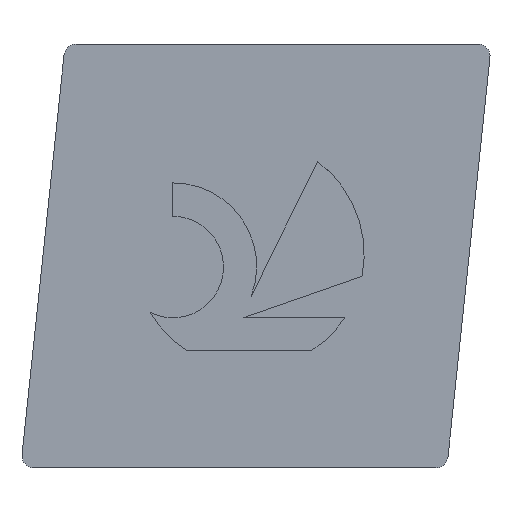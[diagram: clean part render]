
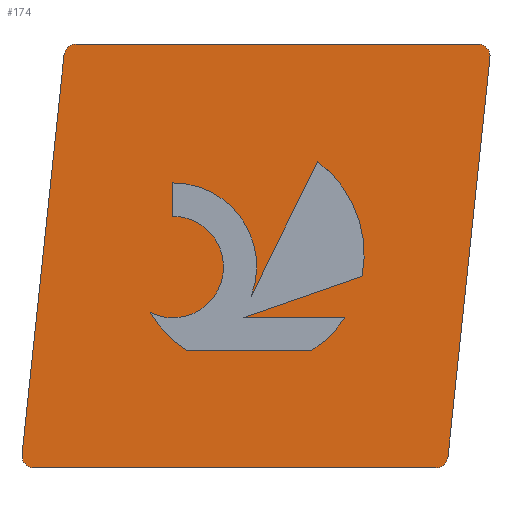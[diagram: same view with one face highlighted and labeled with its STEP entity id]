
A CAD part, top view. The second image highlights one B-rep face of the part: STEP entity #174.
In plain terms, the highlighted planar face has unit normal (0, 0, 1).
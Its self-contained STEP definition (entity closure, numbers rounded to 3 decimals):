
#158=VERTEX_POINT('',#411);
#160=EDGE_CURVE('',#232,#340,#413,.T.);
#162=EDGE_CURVE('',#284,#296,#415,.T.);
#168=VERTEX_POINT('',#421);
#174=ADVANCED_FACE('',(#428,#429),#430,.T.);
#176=EDGE_CURVE('',#240,#230,#432,.T.);
#178=VERTEX_POINT('',#434);
#182=VERTEX_POINT('',#438);
#186=EDGE_CURVE('',#168,#182,#442,.T.);
#208=VERTEX_POINT('',#468);
#210=EDGE_CURVE('',#340,#178,#470,.T.);
#216=EDGE_CURVE('',#258,#224,#477,.T.);
#220=EDGE_CURVE('',#230,#158,#481,.T.);
#224=VERTEX_POINT('',#486);
#226=EDGE_CURVE('',#182,#330,#488,.T.);
#230=VERTEX_POINT('',#492);
#232=VERTEX_POINT('',#494);
#240=VERTEX_POINT('',#503);
#246=EDGE_CURVE('',#224,#350,#509,.T.);
#254=EDGE_CURVE('',#208,#262,#517,.T.);
#258=VERTEX_POINT('',#521);
#262=VERTEX_POINT('',#525);
#264=EDGE_CURVE('',#262,#168,#527,.T.);
#276=VERTEX_POINT('',#540);
#284=VERTEX_POINT('',#549);
#286=EDGE_CURVE('',#356,#240,#551,.T.);
#296=VERTEX_POINT('',#562);
#298=EDGE_CURVE('',#350,#208,#564,.T.);
#302=EDGE_CURVE('',#330,#258,#568,.T.);
#310=VERTEX_POINT('',#577);
#320=EDGE_CURVE('',#296,#276,#589,.T.);
#330=VERTEX_POINT('',#599);
#340=VERTEX_POINT('',#611);
#350=VERTEX_POINT('',#623);
#352=EDGE_CURVE('',#158,#284,#625,.T.);
#356=VERTEX_POINT('',#629);
#358=EDGE_CURVE('',#310,#356,#631,.T.);
#366=EDGE_CURVE('',#178,#310,#639,.T.);
#372=EDGE_CURVE('',#276,#232,#646,.T.);
#411=CARTESIAN_POINT('',(4.986,8.265,0.0));
#413=LINE('',#684,#685);
#415=CIRCLE('',#688,2.745);
#421=CARTESIAN_POINT('',(1.425,13.562,0.0));
#428=FACE_BOUND('',#704,.T.);
#429=FACE_OUTER_BOUND('',#705,.T.);
#430=PLANE('',#706);
#432=CIRCLE('',#709,1.668);
#434=CARTESIAN_POINT('',(10.65,4.933,0.0));
#438=CARTESIAN_POINT('',(0.046,0.442,0.0));
#442=LINE('',#722,#723);
#468=CARTESIAN_POINT('',(15.015,13.92,0.0));
#470=LINE('',#758,#759);
#477=CIRCLE('',#768,0.4);
#481=CIRCLE('',#773,1.668);
#486=CARTESIAN_POINT('',(14.034,0.358,0.0));
#488=CIRCLE('',#781,0.4);
#492=CARTESIAN_POINT('',(5.742,8.088,0.0));
#494=CARTESIAN_POINT('',(11.209,6.287,0.0));
#503=CARTESIAN_POINT('',(4.25,5.105,0.0));
#509=LINE('',#808,#809);
#517=LINE('',#824,#825);
#521=CARTESIAN_POINT('',(13.637,0.0,0.0));
#525=CARTESIAN_POINT('',(1.823,13.92,0.0));
#527=CIRCLE('',#838,0.4);
#540=CARTESIAN_POINT('',(9.753,10.062,0.0));
#549=CARTESIAN_POINT('',(4.986,9.361,0.0));
#551=CIRCLE('',#869,3.779);
#562=CARTESIAN_POINT('',(7.568,5.63,0.0));
#564=CIRCLE('',#887,0.4);
#568=LINE('',#894,#895);
#577=CARTESIAN_POINT('',(9.563,3.858,0.0));
#589=LINE('',#922,#923);
#599=CARTESIAN_POINT('',(0.444,0.0,0.0));
#611=CARTESIAN_POINT('',(7.312,4.933,0.0));
#623=CARTESIAN_POINT('',(15.413,13.478,0.0));
#625=LINE('',#971,#972);
#629=CARTESIAN_POINT('',(5.445,3.858,0.0));
#631=LINE('',#980,#981);
#639=CIRCLE('',#996,3.779);
#646=CIRCLE('',#1006,3.779);
#684=CARTESIAN_POINT('',(7.813,5.107,0.0));
#685=VECTOR('',#1030,1.0);
#688=AXIS2_PLACEMENT_3D('',#1031,#1032,#1033);
#704=EDGE_LOOP('',(#1046,#1047,#1048,#1049,#1050,#1051,#1052,#1053,#1054,#1055,#1056));
#705=EDGE_LOOP('',(#1057,#1058,#1059,#1060,#1061,#1062,#1063,#1064));
#706=AXIS2_PLACEMENT_3D('',#1065,#1066,#1067);
#709=AXIS2_PLACEMENT_3D('',#1068,#1069,#1070);
#722=CARTESIAN_POINT('',(1.425,13.562,0.0));
#723=VECTOR('',#1072,1.0);
#758=CARTESIAN_POINT('',(9.19,4.933,0.0));
#759=VECTOR('',#1109,1.0);
#768=AXIS2_PLACEMENT_3D('',#1121,#1122,#1123);
#773=AXIS2_PLACEMENT_3D('',#1124,#1125,#1126);
#781=AXIS2_PLACEMENT_3D('',#1135,#1136,#1137);
#808=CARTESIAN_POINT('',(14.034,0.358,0.0));
#809=VECTOR('',#1151,1.0);
#824=CARTESIAN_POINT('',(15.015,13.92,0.0));
#825=VECTOR('',#1155,1.0);
#838=AXIS2_PLACEMENT_3D('',#1157,#1158,#1159);
#869=AXIS2_PLACEMENT_3D('',#1181,#1182,#1183);
#887=AXIS2_PLACEMENT_3D('',#1194,#1195,#1196);
#894=CARTESIAN_POINT('',(0.444,0.0,0.0));
#895=VECTOR('',#1198,1.0);
#922=CARTESIAN_POINT('',(8.94,8.413,0.0));
#923=VECTOR('',#1226,1.0);
#971=CARTESIAN_POINT('',(4.986,8.161,0.0));
#972=VECTOR('',#1276,1.0);
#980=CARTESIAN_POINT('',(6.587,3.858,0.0));
#981=VECTOR('',#1280,1.0);
#996=AXIS2_PLACEMENT_3D('',#1284,#1285,#1286);
#1006=AXIS2_PLACEMENT_3D('',#1295,#1296,#1297);
#1030=DIRECTION('',(-0.945,-0.328,0.0));
#1031=CARTESIAN_POINT('',(5.007,6.617,0.0));
#1032=DIRECTION('',(0.0,-0.0,-1.0));
#1033=DIRECTION('',(0.933,-0.359,0.0));
#1046=ORIENTED_EDGE('',*,*,#352,.T.);
#1047=ORIENTED_EDGE('',*,*,#162,.T.);
#1048=ORIENTED_EDGE('',*,*,#320,.T.);
#1049=ORIENTED_EDGE('',*,*,#372,.T.);
#1050=ORIENTED_EDGE('',*,*,#160,.T.);
#1051=ORIENTED_EDGE('',*,*,#210,.T.);
#1052=ORIENTED_EDGE('',*,*,#366,.T.);
#1053=ORIENTED_EDGE('',*,*,#358,.T.);
#1054=ORIENTED_EDGE('',*,*,#286,.T.);
#1055=ORIENTED_EDGE('',*,*,#176,.T.);
#1056=ORIENTED_EDGE('',*,*,#220,.T.);
#1057=ORIENTED_EDGE('',*,*,#302,.T.);
#1058=ORIENTED_EDGE('',*,*,#216,.T.);
#1059=ORIENTED_EDGE('',*,*,#246,.T.);
#1060=ORIENTED_EDGE('',*,*,#298,.T.);
#1061=ORIENTED_EDGE('',*,*,#254,.T.);
#1062=ORIENTED_EDGE('',*,*,#264,.T.);
#1063=ORIENTED_EDGE('',*,*,#186,.T.);
#1064=ORIENTED_EDGE('',*,*,#226,.T.);
#1065=CARTESIAN_POINT('',(7.73,6.96,0.0));
#1066=DIRECTION('',(0.0,0.0,1.0));
#1067=DIRECTION('',(1.0,0.0,0.0));
#1068=CARTESIAN_POINT('',(4.996,6.597,0.0));
#1069=DIRECTION('',(0.0,0.0,1.0));
#1070=DIRECTION('',(-0.447,-0.894,0.0));
#1072=DIRECTION('',(-0.105,-0.995,0.0));
#1109=DIRECTION('',(1.0,0.0,0.0));
#1121=CARTESIAN_POINT('',(13.637,0.4,0.0));
#1122=DIRECTION('',(0.0,0.0,1.0));
#1123=DIRECTION('',(0.,-1.0,0.0));
#1124=CARTESIAN_POINT('',(4.996,6.597,0.0));
#1125=DIRECTION('',(0.0,0.0,1.0));
#1126=DIRECTION('',(-0.447,-0.894,0.0));
#1135=CARTESIAN_POINT('',(0.444,0.4,0.0));
#1136=DIRECTION('',(0.0,0.0,1.0));
#1137=DIRECTION('',(-0.995,0.105,0.0));
#1151=DIRECTION('',(0.105,0.995,0.0));
#1155=DIRECTION('',(-1.0,0.0,0.0));
#1157=CARTESIAN_POINT('',(1.823,13.52,0.0));
#1158=DIRECTION('',(0.0,0.0,1.0));
#1159=DIRECTION('',(0.,1.0,0.0));
#1181=CARTESIAN_POINT('',(7.504,7.026,0.0));
#1182=DIRECTION('',(-0.0,0.0,-1.0));
#1183=DIRECTION('',(-0.861,-0.508,0.0));
#1194=CARTESIAN_POINT('',(15.015,13.52,0.0));
#1195=DIRECTION('',(-0.0,0.0,1.0));
#1196=DIRECTION('',(0.995,-0.105,0.0));
#1198=DIRECTION('',(1.0,0.0,0.0));
#1226=DIRECTION('',(0.442,0.897,-0.0));
#1276=DIRECTION('',(0.0,1.0,0.0));
#1280=DIRECTION('',(-1.0,0.0,0.0));
#1284=CARTESIAN_POINT('',(7.504,7.026,0.0));
#1285=DIRECTION('',(0.0,-0.0,-1.0));
#1286=DIRECTION('',(0.545,-0.838,0.0));
#1295=CARTESIAN_POINT('',(7.504,7.026,0.0));
#1296=DIRECTION('',(0.0,-0.0,-1.0));
#1297=DIRECTION('',(0.981,-0.196,0.0));
